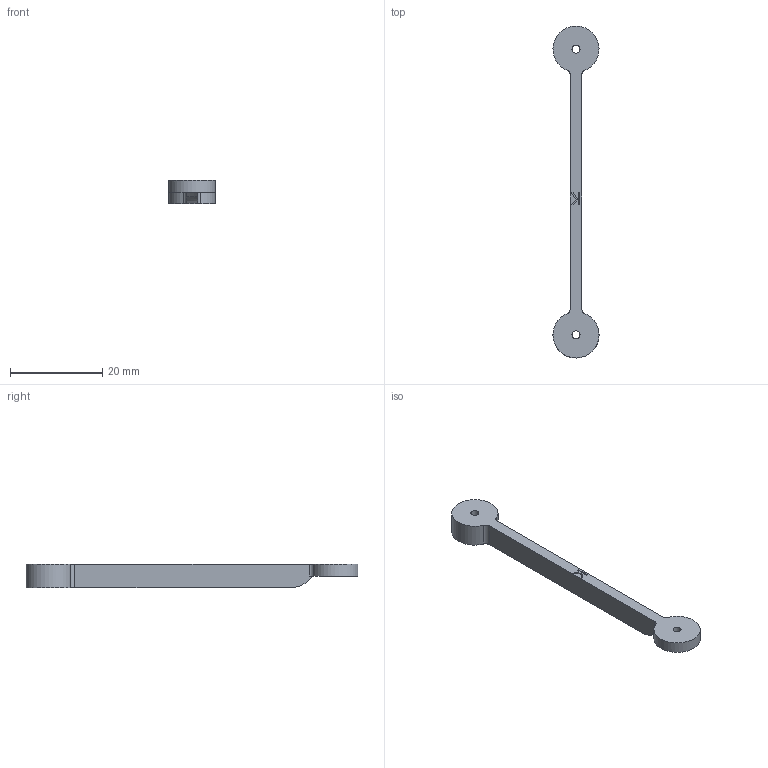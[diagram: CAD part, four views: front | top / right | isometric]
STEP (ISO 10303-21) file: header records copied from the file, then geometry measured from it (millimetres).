
FILE_DESCRIPTION(('FreeCAD Model'),'2;1');
FILE_NAME('Lower 4-bar Mechanism.step','2018-12-21T09:24:02',('kicad StepUp'),('ksu MCAD'), 'Open CASCADE STEP processor 7.3','FreeCAD','Unknown');
FILE_SCHEMA(('AUTOMOTIVE_DESIGN { 1 0 10303 214 1 1 1 1 }'));
Length unit declared in the file: millimetre
Products named in the file (1): Lower_4-bar_Mechanism
Bounding box: 10 x 71.9 x 5 mm (x, y, z)
Volume: 1202.1 mm3; surface area: 1416.1 mm2
Topology: 1 solids, 1 shells, 499 faces, 1426 edges, 951 vertices
Faces by surface type: extrusion 346, plane 142, cylinder 9, torus 1, cone 1
Full cylindrical faces by diameter (mm): 1.75 x2
Entity records: 16694 total; most frequent: CARTESIAN_POINT 4979, ORIENTED_EDGE 2852, EDGE_CURVE 1426, DIRECTION 1409, VECTOR 1055, B_SPLINE_CURVE_WITH_KNOTS 1040, VERTEX_POINT 951, LINE 709
